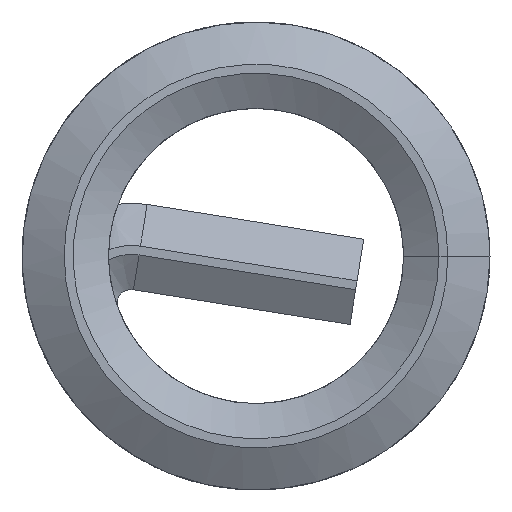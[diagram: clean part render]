
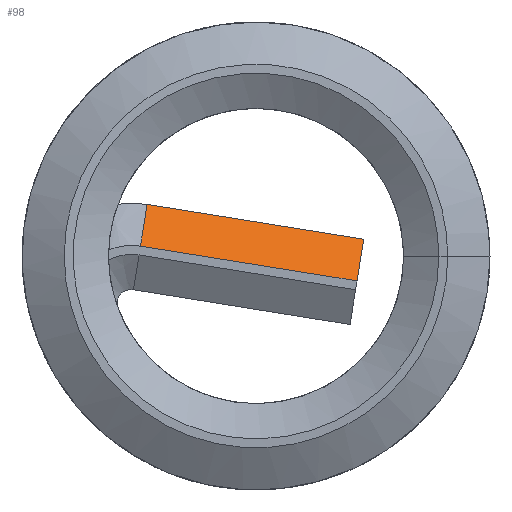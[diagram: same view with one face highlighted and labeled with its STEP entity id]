
A CAD part, front view. The second image highlights one B-rep face of the part: STEP entity #98.
In plain terms, the highlighted planar face has unit normal (0.079, -0.866, 0.494).
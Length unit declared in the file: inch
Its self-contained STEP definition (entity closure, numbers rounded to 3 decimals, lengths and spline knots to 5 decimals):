
#98 = ADVANCED_FACE ( 'NONE', ( #3445 ), #1132, .F. ) ;
#133 = ORIENTED_EDGE ( 'NONE', *, *, #3312, .F. ) ;
#285 = CARTESIAN_POINT ( 'NONE',  ( 0.09208, 0.40998, 0.01436 ) ) ;
#309 = CARTESIAN_POINT ( 'NONE',  ( 0.09208, 0.40998, 0.01436 ) ) ;
#318 = DIRECTION ( 'NONE',  ( -0.137, -0.5, -0.855 ) ) ;
#415 = VERTEX_POINT ( 'NONE', #433 ) ;
#433 = CARTESIAN_POINT ( 'NONE',  ( -0.09877, 0.38915, 0.00845 ) ) ;
#464 = AXIS2_PLACEMENT_3D ( 'NONE', #285, #1418, #853 ) ;
#552 = ORIENTED_EDGE ( 'NONE', *, *, #3519, .T. ) ;
#753 = ORIENTED_EDGE ( 'NONE', *, *, #1800, .F. ) ;
#853 = DIRECTION ( 'NONE',  ( 0., 0.495, 0.869 ) ) ;
#1132 = PLANE ( 'NONE',  #464 ) ;
#1252 = VECTOR ( 'NONE', #2310, 39.37008 ) ;
#1330 = VERTEX_POINT ( 'NONE', #2286 ) ;
#1347 = ORIENTED_EDGE ( 'NONE', *, *, #3723, .T. ) ;
#1367 = LINE ( 'NONE', #3679, #1919 ) ;
#1374 = VECTOR ( 'NONE', #318, 39.37008 ) ;
#1418 = DIRECTION ( 'NONE',  ( -0.079, 0.866, -0.494 ) ) ;
#1448 = CARTESIAN_POINT ( 'NONE',  ( 0.09208, 0.40998, 0.01436 ) ) ;
#1705 = DIRECTION ( 'NONE',  ( -0.987, 0., 0.158 ) ) ;
#1800 = EDGE_CURVE ( 'NONE', #2774, #415, #1367, .T. ) ;
#1892 = CARTESIAN_POINT ( 'NONE',  ( -0.09305, 0.40998, 0.04408 ) ) ;
#1919 = VECTOR ( 'NONE', #1705, 39.37008 ) ;
#2286 = CARTESIAN_POINT ( 'NONE',  ( -0.09305, 0.40998, 0.04408 ) ) ;
#2310 = DIRECTION ( 'NONE',  ( -0.987, 0., 0.158 ) ) ;
#2599 = LINE ( 'NONE', #1448, #1374 ) ;
#2774 = VERTEX_POINT ( 'NONE', #3582 ) ;
#2822 = VECTOR ( 'NONE', #3691, 39.37008 ) ;
#3200 = LINE ( 'NONE', #3731, #1252 ) ;
#3312 = EDGE_CURVE ( 'NONE', #3424, #2774, #2599, .T. ) ;
#3424 = VERTEX_POINT ( 'NONE', #309 ) ;
#3445 = FACE_OUTER_BOUND ( 'NONE', #3629, .T. ) ;
#3519 = EDGE_CURVE ( 'NONE', #3424, #1330, #3200, .T. ) ;
#3582 = CARTESIAN_POINT ( 'NONE',  ( 0.08636, 0.38915, -0.02127 ) ) ;
#3629 = EDGE_LOOP ( 'NONE', ( #1347, #753, #133, #552 ) ) ;
#3673 = LINE ( 'NONE', #1892, #2822 ) ;
#3679 = CARTESIAN_POINT ( 'NONE',  ( 0.08636, 0.38915, -0.02127 ) ) ;
#3691 = DIRECTION ( 'NONE',  ( -0.137, -0.5, -0.855 ) ) ;
#3723 = EDGE_CURVE ( 'NONE', #1330, #415, #3673, .T. ) ;
#3731 = CARTESIAN_POINT ( 'NONE',  ( 0.09208, 0.40998, 0.01436 ) ) ;
